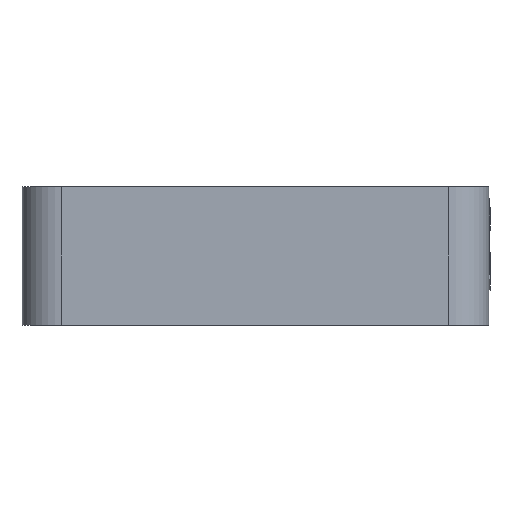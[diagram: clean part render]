
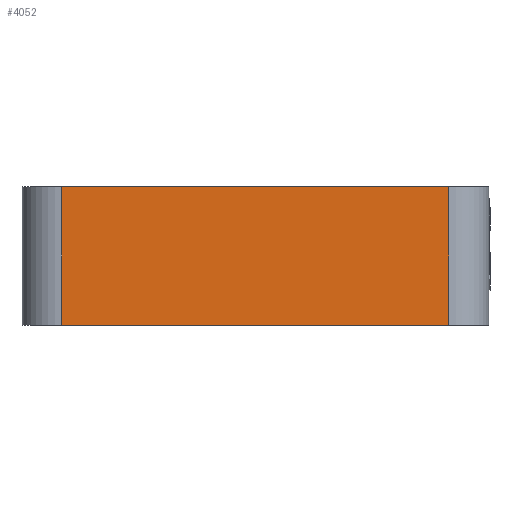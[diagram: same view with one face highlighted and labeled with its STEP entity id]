
A CAD part, left-side view. The second image highlights one B-rep face of the part: STEP entity #4052.
In plain terms, the highlighted planar face has unit normal (-1, 0, 0).
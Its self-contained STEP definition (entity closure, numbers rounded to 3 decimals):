
#119 = ORIENTED_EDGE ( 'NONE', *, *, #2413, .F. ) ;
#205 = CARTESIAN_POINT ( 'NONE',  ( -17.5, 14.5, 10.4 ) ) ;
#287 = DIRECTION ( 'NONE',  ( 0., -1., 0. ) ) ;
#311 = EDGE_CURVE ( 'NONE', #4623, #4477, #2573, .T. ) ;
#316 = ORIENTED_EDGE ( 'NONE', *, *, #311, .T. ) ;
#550 = FACE_OUTER_BOUND ( 'NONE', #1690, .T. ) ;
#560 = DIRECTION ( 'NONE',  ( 0., 0., 1. ) ) ;
#878 = VERTEX_POINT ( 'NONE', #2619 ) ;
#992 = LINE ( 'NONE', #3361, #2044 ) ;
#1015 = CARTESIAN_POINT ( 'NONE',  ( -17.5, 15.08, -0.208 ) ) ;
#1218 = LINE ( 'NONE', #3465, #3471 ) ;
#1323 = AXIS2_PLACEMENT_3D ( 'NONE', #1015, #4254, #287 ) ;
#1557 = VECTOR ( 'NONE', #1759, 1000. ) ;
#1690 = EDGE_LOOP ( 'NONE', ( #119, #2315, #316, #2918 ) ) ;
#1759 = DIRECTION ( 'NONE',  ( 0., 1., 0. ) ) ;
#2009 = PLANE ( 'NONE',  #1323 ) ;
#2044 = VECTOR ( 'NONE', #4439, 1000. ) ;
#2073 = CARTESIAN_POINT ( 'NONE',  ( -17.5, 14.5, 0. ) ) ;
#2154 = EDGE_CURVE ( 'NONE', #878, #4623, #1218, .T. ) ;
#2315 = ORIENTED_EDGE ( 'NONE', *, *, #2154, .T. ) ;
#2413 = EDGE_CURVE ( 'NONE', #878, #4154, #2561, .T. ) ;
#2439 = VECTOR ( 'NONE', #3659, 1000. ) ;
#2561 = LINE ( 'NONE', #3588, #2439 ) ;
#2573 = LINE ( 'NONE', #4650, #1557 ) ;
#2619 = CARTESIAN_POINT ( 'NONE',  ( -17.5, -14.5, 0. ) ) ;
#2918 = ORIENTED_EDGE ( 'NONE', *, *, #4351, .T. ) ;
#3361 = CARTESIAN_POINT ( 'NONE',  ( -17.5, 14.5, 10.4 ) ) ;
#3465 = CARTESIAN_POINT ( 'NONE',  ( -17.5, -14.5, 0. ) ) ;
#3471 = VECTOR ( 'NONE', #560, 1000. ) ;
#3588 = CARTESIAN_POINT ( 'NONE',  ( -17.5, -14.5, 0. ) ) ;
#3659 = DIRECTION ( 'NONE',  ( 0., 1., 0. ) ) ;
#4052 = ADVANCED_FACE ( 'NONE', ( #550 ), #2009, .T. ) ;
#4154 = VERTEX_POINT ( 'NONE', #2073 ) ;
#4254 = DIRECTION ( 'NONE',  ( -1., 0., 0. ) ) ;
#4351 = EDGE_CURVE ( 'NONE', #4477, #4154, #992, .T. ) ;
#4439 = DIRECTION ( 'NONE',  ( 0., 0., -1. ) ) ;
#4477 = VERTEX_POINT ( 'NONE', #205 ) ;
#4561 = CARTESIAN_POINT ( 'NONE',  ( -17.5, -14.5, 10.4 ) ) ;
#4623 = VERTEX_POINT ( 'NONE', #4561 ) ;
#4650 = CARTESIAN_POINT ( 'NONE',  ( -17.5, -14.5, 10.4 ) ) ;
